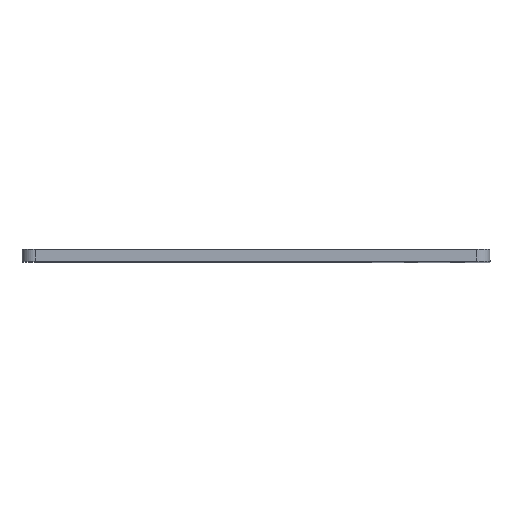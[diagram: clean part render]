
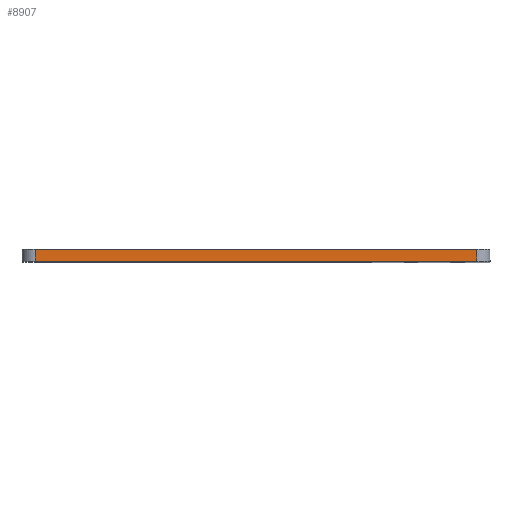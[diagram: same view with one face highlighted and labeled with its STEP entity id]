
A CAD part, top view. The second image highlights one B-rep face of the part: STEP entity #8907.
In plain terms, the highlighted planar face has unit normal (0, 0, 1).
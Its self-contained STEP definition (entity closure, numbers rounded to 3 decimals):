
#178 = ORIENTED_EDGE ( 'NONE', *, *, #13079, .T. ) ;
#350 = CARTESIAN_POINT ( 'NONE',  ( 48., 4.5, 125. ) ) ;
#447 = CARTESIAN_POINT ( 'NONE',  ( -123., 4.5, 125. ) ) ;
#538 = CARTESIAN_POINT ( 'NONE',  ( -118., 4.5, 125. ) ) ;
#1552 = DIRECTION ( 'NONE',  ( -1., 0., 0. ) ) ;
#2161 = LINE ( 'NONE', #13588, #14179 ) ;
#2267 = EDGE_LOOP ( 'NONE', ( #8779, #10717, #178, #7610 ) ) ;
#2432 = CARTESIAN_POINT ( 'NONE',  ( -53., 0., 125. ) ) ;
#2889 = EDGE_CURVE ( 'NONE', #15517, #4758, #12139, .T. ) ;
#2936 = CARTESIAN_POINT ( 'NONE',  ( 48., 0., 125. ) ) ;
#2959 = CARTESIAN_POINT ( 'NONE',  ( -53., 4.5, 125. ) ) ;
#3523 = VECTOR ( 'NONE', #6238, 1000. ) ;
#4758 = VERTEX_POINT ( 'NONE', #350 ) ;
#6238 = DIRECTION ( 'NONE',  ( 0., -1., 0. ) ) ;
#6984 = FACE_OUTER_BOUND ( 'NONE', #2267, .T. ) ;
#7610 = ORIENTED_EDGE ( 'NONE', *, *, #11722, .T. ) ;
#8008 = CARTESIAN_POINT ( 'NONE',  ( -118., 0., 125. ) ) ;
#8661 = DIRECTION ( 'NONE',  ( 0., 0., -1. ) ) ;
#8779 = ORIENTED_EDGE ( 'NONE', *, *, #2889, .F. ) ;
#8867 = VECTOR ( 'NONE', #10855, 1000. ) ;
#8907 = ADVANCED_FACE ( 'NONE', ( #6984 ), #15798, .F. ) ;
#10717 = ORIENTED_EDGE ( 'NONE', *, *, #17240, .T. ) ;
#10773 = DIRECTION ( 'NONE',  ( 0., 1., 0. ) ) ;
#10855 = DIRECTION ( 'NONE',  ( 1., 0., 0. ) ) ;
#11598 = VERTEX_POINT ( 'NONE', #8008 ) ;
#11722 = EDGE_CURVE ( 'NONE', #18516, #4758, #2161, .T. ) ;
#12139 = LINE ( 'NONE', #447, #15313 ) ;
#13079 = EDGE_CURVE ( 'NONE', #11598, #18516, #13582, .T. ) ;
#13264 = LINE ( 'NONE', #538, #3523 ) ;
#13270 = DIRECTION ( 'NONE',  ( 1., 0., 0. ) ) ;
#13489 = CARTESIAN_POINT ( 'NONE',  ( -118., 4.5, 125. ) ) ;
#13582 = LINE ( 'NONE', #2432, #8867 ) ;
#13588 = CARTESIAN_POINT ( 'NONE',  ( 48., 4.5, 125. ) ) ;
#14179 = VECTOR ( 'NONE', #10773, 1000. ) ;
#15313 = VECTOR ( 'NONE', #13270, 1000. ) ;
#15517 = VERTEX_POINT ( 'NONE', #13489 ) ;
#15798 = PLANE ( 'NONE',  #16655 ) ;
#16655 = AXIS2_PLACEMENT_3D ( 'NONE', #2959, #8661, #1552 ) ;
#17240 = EDGE_CURVE ( 'NONE', #15517, #11598, #13264, .T. ) ;
#18516 = VERTEX_POINT ( 'NONE', #2936 ) ;
